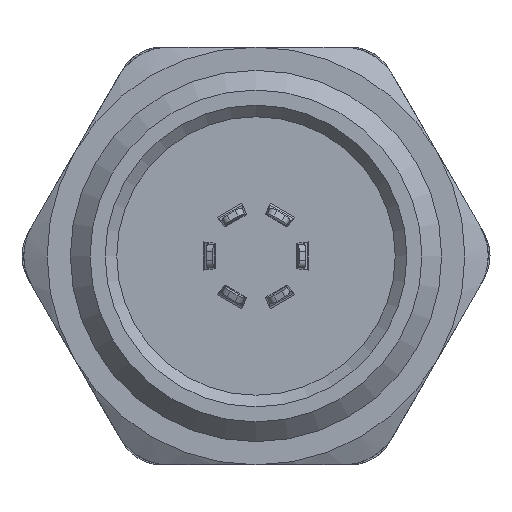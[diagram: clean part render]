
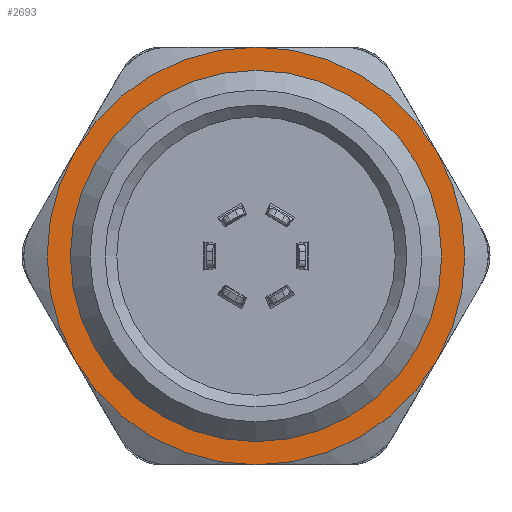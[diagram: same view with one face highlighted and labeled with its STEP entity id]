
A CAD part, front view. The second image highlights one B-rep face of the part: STEP entity #2693.
In plain terms, the highlighted planar face has unit normal (0, -1, 0).
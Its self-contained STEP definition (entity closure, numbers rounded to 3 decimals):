
#101=FACE_BOUND('',#598,.T.);
#141=CIRCLE('',#2864,8.);
#171=CIRCLE('',#2923,9.);
#172=CIRCLE('',#2924,9.);
#173=CIRCLE('',#2925,9.);
#174=CIRCLE('',#2926,9.);
#175=CIRCLE('',#2927,9.);
#176=CIRCLE('',#2928,9.);
#233=PLANE('',#2922);
#424=FACE_OUTER_BOUND('',#597,.T.);
#597=EDGE_LOOP('',(#2406,#2407,#2408,#2409,#2410,#2411));
#598=EDGE_LOOP('',(#2412));
#1250=VERTEX_POINT('',#7529);
#1297=VERTEX_POINT('',#7754);
#1298=VERTEX_POINT('',#7755);
#1299=VERTEX_POINT('',#7757);
#1300=VERTEX_POINT('',#7759);
#1301=VERTEX_POINT('',#7761);
#1302=VERTEX_POINT('',#7763);
#1602=EDGE_CURVE('',#1250,#1250,#141,.T.);
#1673=EDGE_CURVE('',#1297,#1298,#171,.T.);
#1674=EDGE_CURVE('',#1298,#1299,#172,.T.);
#1675=EDGE_CURVE('',#1299,#1300,#173,.T.);
#1676=EDGE_CURVE('',#1300,#1301,#174,.T.);
#1677=EDGE_CURVE('',#1301,#1302,#175,.T.);
#1678=EDGE_CURVE('',#1302,#1297,#176,.T.);
#2406=ORIENTED_EDGE('',*,*,#1673,.T.);
#2407=ORIENTED_EDGE('',*,*,#1674,.T.);
#2408=ORIENTED_EDGE('',*,*,#1675,.T.);
#2409=ORIENTED_EDGE('',*,*,#1676,.T.);
#2410=ORIENTED_EDGE('',*,*,#1677,.T.);
#2411=ORIENTED_EDGE('',*,*,#1678,.T.);
#2412=ORIENTED_EDGE('',*,*,#1602,.T.);
#2693=ADVANCED_FACE('',(#424,#101),#233,.T.);
#2864=AXIS2_PLACEMENT_3D('',#7530,#3345,#3346);
#2922=AXIS2_PLACEMENT_3D('',#7753,#3484,#3485);
#2923=AXIS2_PLACEMENT_3D('',#7756,#3486,#3487);
#2924=AXIS2_PLACEMENT_3D('',#7758,#3488,#3489);
#2925=AXIS2_PLACEMENT_3D('',#7760,#3490,#3491);
#2926=AXIS2_PLACEMENT_3D('',#7762,#3492,#3493);
#2927=AXIS2_PLACEMENT_3D('',#7764,#3494,#3495);
#2928=AXIS2_PLACEMENT_3D('',#7765,#3496,#3497);
#3345=DIRECTION('center_axis',(0.,1.,0.));
#3346=DIRECTION('ref_axis',(-1.,0.,0.));
#3484=DIRECTION('center_axis',(0.,-1.,0.));
#3485=DIRECTION('ref_axis',(-1.,0.,0.));
#3486=DIRECTION('center_axis',(0.,-1.,0.));
#3487=DIRECTION('ref_axis',(0.,0.,
-1.));
#3488=DIRECTION('center_axis',(0.,-1.,0.));
#3489=DIRECTION('ref_axis',(0.,0.,
-1.));
#3490=DIRECTION('center_axis',(0.,-1.,0.));
#3491=DIRECTION('ref_axis',(0.,0.,
-1.));
#3492=DIRECTION('center_axis',(0.,-1.,0.));
#3493=DIRECTION('ref_axis',(0.,0.,
-1.));
#3494=DIRECTION('center_axis',(0.,-1.,0.));
#3495=DIRECTION('ref_axis',(0.,0.,
-1.));
#3496=DIRECTION('center_axis',(0.,-1.,0.));
#3497=DIRECTION('ref_axis',(0.,0.,
-1.));
#7529=CARTESIAN_POINT('',(4.469,-3.829,0.));
#7530=CARTESIAN_POINT('Origin',(-3.531,-3.829,0.));
#7753=CARTESIAN_POINT('Origin',(-3.531,-3.829,7.25));
#7754=CARTESIAN_POINT('',(-3.531,-3.829,9.));
#7755=CARTESIAN_POINT('',(-11.325,-3.829,4.5));
#7756=CARTESIAN_POINT('Origin',(-3.531,-3.829,0.));
#7757=CARTESIAN_POINT('',(-11.325,-3.829,-4.5));
#7758=CARTESIAN_POINT('Origin',(-3.531,-3.829,0.));
#7759=CARTESIAN_POINT('',(-3.531,-3.829,-9.));
#7760=CARTESIAN_POINT('Origin',(-3.531,-3.829,0.));
#7761=CARTESIAN_POINT('',(4.263,-3.829,-4.5));
#7762=CARTESIAN_POINT('Origin',(-3.531,-3.829,0.));
#7763=CARTESIAN_POINT('',(4.263,-3.829,4.5));
#7764=CARTESIAN_POINT('Origin',(-3.531,-3.829,0.));
#7765=CARTESIAN_POINT('Origin',(-3.531,-3.829,0.));
